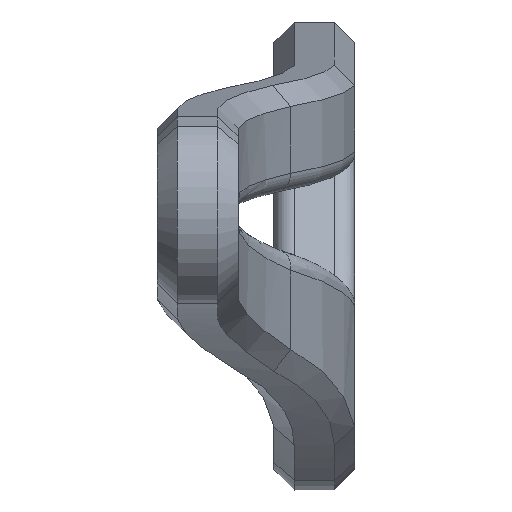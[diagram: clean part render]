
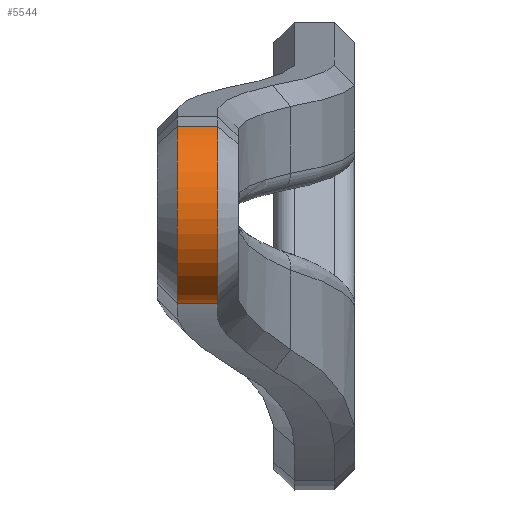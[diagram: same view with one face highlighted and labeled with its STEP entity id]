
A CAD part, left-side view. The second image highlights one B-rep face of the part: STEP entity #5544.
In plain terms, the highlighted cylindrical face has radius 14 mm (diameter 28 mm), a partial arc.
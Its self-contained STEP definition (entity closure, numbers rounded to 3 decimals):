
#1323 = CONICAL_SURFACE('',#1324,14.,0.785);
#1324 = AXIS2_PLACEMENT_3D('',#1325,#1326,#1327);
#1325 = CARTESIAN_POINT('',(-109.206,37.338,540.832)
  );
#1326 = DIRECTION('',(0.,1.,0.));
#1327 = DIRECTION('',(-0.122,0.,
    -0.992));
#1747 = CYLINDRICAL_SURFACE('',#1748,250.);
#1748 = AXIS2_PLACEMENT_3D('',#1749,#1750,#1751);
#1749 = CARTESIAN_POINT('',(-139.328,17.,
    278.557));
#1750 = DIRECTION('',(0.,-1.,0.));
#1751 = DIRECTION('',(1.,0.,0.));
#2771 = PLANE('',#2772);
#2772 = AXIS2_PLACEMENT_3D('',#2773,#2774,#2775);
#2773 = CARTESIAN_POINT('',(-109.755,34.338,
    554.707));
#2774 = DIRECTION('',(-0.234,0.,0.972)
  );
#2775 = DIRECTION('',(0.,-1.,0.));
#2905 = VERTEX_POINT('',#2906);
#2906 = CARTESIAN_POINT('',(-110.919,37.338,
    526.937));
#2954 = VERTEX_POINT('',#2955);
#2955 = CARTESIAN_POINT('',(-115.542,37.338,
    553.316));
#2999 = EDGE_CURVE('',#2905,#2954,#3000,.T.);
#3000 = SURFACE_CURVE('',#3001,(#3006,#3013),.PCURVE_S1.);
#3001 = CIRCLE('',#3002,14.);
#3002 = AXIS2_PLACEMENT_3D('',#3003,#3004,#3005);
#3003 = CARTESIAN_POINT('',(-109.206,37.338,540.832)
  );
#3004 = DIRECTION('',(0.,1.,0.));
#3005 = DIRECTION('',(-0.122,0.,
    -0.992));
#3006 = PCURVE('',#1323,#3007);
#3007 = DEFINITIONAL_REPRESENTATION('',(#3008),#3012);
#3008 = LINE('',#3009,#3010);
#3009 = CARTESIAN_POINT('',(0.,0.));
#3010 = VECTOR('',#3011,1.);
#3011 = DIRECTION('',(1.,0.));
#3012 = ( GEOMETRIC_REPRESENTATION_CONTEXT(2) 
PARAMETRIC_REPRESENTATION_CONTEXT() REPRESENTATION_CONTEXT('2D SPACE',''
  ) );
#3013 = PCURVE('',#3014,#3019);
#3014 = CYLINDRICAL_SURFACE('',#3015,14.);
#3015 = AXIS2_PLACEMENT_3D('',#3016,#3017,#3018);
#3016 = CARTESIAN_POINT('',(-109.206,17.,540.832)
  );
#3017 = DIRECTION('',(0.,-1.,0.));
#3018 = DIRECTION('',(1.,0.,0.));
#3019 = DEFINITIONAL_REPRESENTATION('',(#3020),#3024);
#3020 = LINE('',#3021,#3022);
#3021 = CARTESIAN_POINT('',(4.59,-20.338));
#3022 = VECTOR('',#3023,1.);
#3023 = DIRECTION('',(-1.,-0.));
#3024 = ( GEOMETRIC_REPRESENTATION_CONTEXT(2) 
PARAMETRIC_REPRESENTATION_CONTEXT() REPRESENTATION_CONTEXT('2D SPACE',''
  ) );
#4068 = EDGE_CURVE('',#2905,#4069,#4071,.T.);
#4069 = VERTEX_POINT('',#4070);
#4070 = CARTESIAN_POINT('',(-110.919,43.338,
    526.937));
#4071 = SURFACE_CURVE('',#4072,(#4076,#4083),.PCURVE_S1.);
#4072 = LINE('',#4073,#4074);
#4073 = CARTESIAN_POINT('',(-110.919,17.,
    526.937));
#4074 = VECTOR('',#4075,1.);
#4075 = DIRECTION('',(0.,1.,0.));
#4076 = PCURVE('',#1747,#4077);
#4077 = DEFINITIONAL_REPRESENTATION('',(#4078),#4082);
#4078 = LINE('',#4079,#4080);
#4079 = CARTESIAN_POINT('',(1.457,0.));
#4080 = VECTOR('',#4081,1.);
#4081 = DIRECTION('',(0.,-1.));
#4082 = ( GEOMETRIC_REPRESENTATION_CONTEXT(2) 
PARAMETRIC_REPRESENTATION_CONTEXT() REPRESENTATION_CONTEXT('2D SPACE',''
  ) );
#4083 = PCURVE('',#3014,#4084);
#4084 = DEFINITIONAL_REPRESENTATION('',(#4085),#4089);
#4085 = LINE('',#4086,#4087);
#4086 = CARTESIAN_POINT('',(4.59,0.));
#4087 = VECTOR('',#4088,1.);
#4088 = DIRECTION('',(0.,-1.));
#4089 = ( GEOMETRIC_REPRESENTATION_CONTEXT(2) 
PARAMETRIC_REPRESENTATION_CONTEXT() REPRESENTATION_CONTEXT('2D SPACE',''
  ) );
#5501 = EDGE_CURVE('',#2954,#5502,#5504,.T.);
#5502 = VERTEX_POINT('',#5503);
#5503 = CARTESIAN_POINT('',(-115.542,43.338,
    553.316));
#5504 = SURFACE_CURVE('',#5505,(#5509,#5516),.PCURVE_S1.);
#5505 = LINE('',#5506,#5507);
#5506 = CARTESIAN_POINT('',(-115.542,34.338,
    553.316));
#5507 = VECTOR('',#5508,1.);
#5508 = DIRECTION('',(0.,1.,0.));
#5509 = PCURVE('',#2771,#5510);
#5510 = DEFINITIONAL_REPRESENTATION('',(#5511),#5515);
#5511 = LINE('',#5512,#5513);
#5512 = CARTESIAN_POINT('',(0.,-5.952));
#5513 = VECTOR('',#5514,1.);
#5514 = DIRECTION('',(-1.,0.));
#5515 = ( GEOMETRIC_REPRESENTATION_CONTEXT(2) 
PARAMETRIC_REPRESENTATION_CONTEXT() REPRESENTATION_CONTEXT('2D SPACE',''
  ) );
#5516 = PCURVE('',#3014,#5517);
#5517 = DEFINITIONAL_REPRESENTATION('',(#5518),#5522);
#5518 = LINE('',#5519,#5520);
#5519 = CARTESIAN_POINT('',(2.04,-17.338));
#5520 = VECTOR('',#5521,1.);
#5521 = DIRECTION('',(-0.,-1.));
#5522 = ( GEOMETRIC_REPRESENTATION_CONTEXT(2) 
PARAMETRIC_REPRESENTATION_CONTEXT() REPRESENTATION_CONTEXT('2D SPACE',''
  ) );
#5544 = ADVANCED_FACE('',(#5545),#3014,.T.);
#5545 = FACE_BOUND('',#5546,.T.);
#5546 = EDGE_LOOP('',(#5547,#5548,#5549,#5550));
#5547 = ORIENTED_EDGE('',*,*,#4068,.F.);
#5548 = ORIENTED_EDGE('',*,*,#2999,.T.);
#5549 = ORIENTED_EDGE('',*,*,#5501,.T.);
#5550 = ORIENTED_EDGE('',*,*,#5551,.T.);
#5551 = EDGE_CURVE('',#5502,#4069,#5552,.T.);
#5552 = SURFACE_CURVE('',#5553,(#5558,#5565),.PCURVE_S1.);
#5553 = CIRCLE('',#5554,14.);
#5554 = AXIS2_PLACEMENT_3D('',#5555,#5556,#5557);
#5555 = CARTESIAN_POINT('',(-109.206,43.338,540.832)
  );
#5556 = DIRECTION('',(0.,-1.,0.));
#5557 = DIRECTION('',(-0.252,0.,0.968)
  );
#5558 = PCURVE('',#3014,#5559);
#5559 = DEFINITIONAL_REPRESENTATION('',(#5560),#5564);
#5560 = LINE('',#5561,#5562);
#5561 = CARTESIAN_POINT('',(1.826,-26.338));
#5562 = VECTOR('',#5563,1.);
#5563 = DIRECTION('',(1.,0.));
#5564 = ( GEOMETRIC_REPRESENTATION_CONTEXT(2) 
PARAMETRIC_REPRESENTATION_CONTEXT() REPRESENTATION_CONTEXT('2D SPACE',''
  ) );
#5565 = PCURVE('',#5566,#5571);
#5566 = CONICAL_SURFACE('',#5567,14.,0.785);
#5567 = AXIS2_PLACEMENT_3D('',#5568,#5569,#5570);
#5568 = CARTESIAN_POINT('',(-109.206,43.338,540.832)
  );
#5569 = DIRECTION('',(0.,-1.,0.));
#5570 = DIRECTION('',(-0.252,0.,0.968)
  );
#5571 = DEFINITIONAL_REPRESENTATION('',(#5572),#5576);
#5572 = LINE('',#5573,#5574);
#5573 = CARTESIAN_POINT('',(0.,-0.));
#5574 = VECTOR('',#5575,1.);
#5575 = DIRECTION('',(1.,-0.));
#5576 = ( GEOMETRIC_REPRESENTATION_CONTEXT(2) 
PARAMETRIC_REPRESENTATION_CONTEXT() REPRESENTATION_CONTEXT('2D SPACE',''
  ) );
